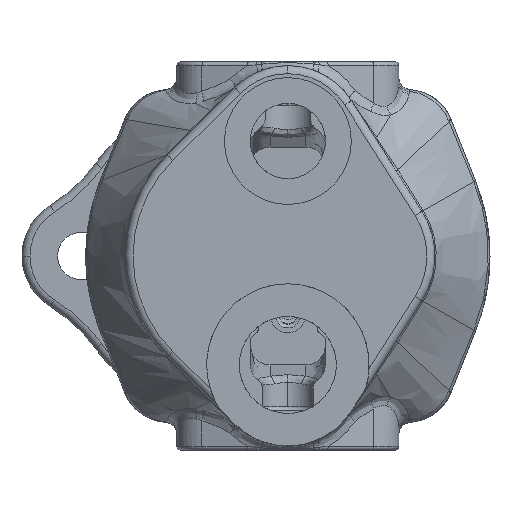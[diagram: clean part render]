
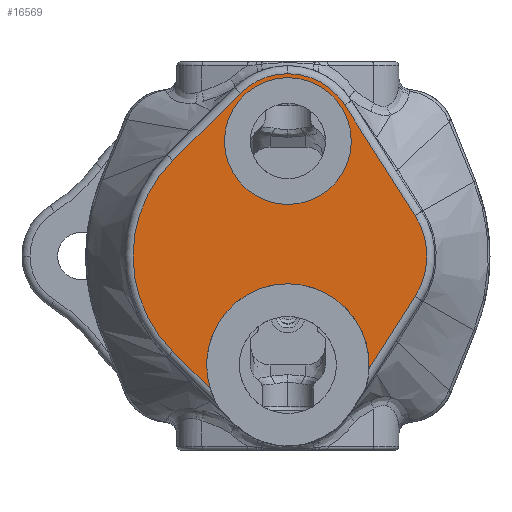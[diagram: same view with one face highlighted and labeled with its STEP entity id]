
A CAD part, left-side view. The second image highlights one B-rep face of the part: STEP entity #16569.
In plain terms, the highlighted planar face has unit normal (-1, 0, 0).
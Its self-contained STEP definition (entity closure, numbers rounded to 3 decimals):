
#4783 = EDGE_CURVE ( 'NONE', #4958, #4960, #53688, .T. ) ;
#4808 = EDGE_CURVE ( 'NONE', #4858, #4862, #53610, .T. ) ;
#4858 = VERTEX_POINT ( 'NONE', #53817 ) ;
#4862 = VERTEX_POINT ( 'NONE', #53816 ) ;
#4958 = VERTEX_POINT ( 'NONE', #53829 ) ;
#4960 = VERTEX_POINT ( 'NONE', #53828 ) ;
#16563 = VERTEX_POINT ( 'NONE', #35870 ) ;
#16569 = ADVANCED_FACE ( 'NONE', ( #36469, #36820 ), #36384, .T. ) ;
#16570 = EDGE_LOOP ( 'NONE', ( #16572, #16574 ) ) ;
#16572 = ORIENTED_EDGE ( 'NONE', *, *, #16573, .F. ) ;
#16573 = EDGE_CURVE ( 'NONE', #4960, #4958, #36222, .T. ) ;
#16574 = ORIENTED_EDGE ( 'NONE', *, *, #4783, .F. ) ;
#16575 = EDGE_LOOP ( 'NONE', ( #16576, #16579, #16585, #16588, #22086, #21962, #22206, #22270, #22258, #22187 ) ) ;
#16576 = ORIENTED_EDGE ( 'NONE', *, *, #16577, .F. ) ;
#16577 = EDGE_CURVE ( 'NONE', #16578, #4858, #36394, .T. ) ;
#16578 = VERTEX_POINT ( 'NONE', #36639 ) ;
#16579 = ORIENTED_EDGE ( 'NONE', *, *, #16581, .T. ) ;
#16581 = EDGE_CURVE ( 'NONE', #16578, #16583, #36627, .T. ) ;
#16583 = VERTEX_POINT ( 'NONE', #36806 ) ;
#16585 = ORIENTED_EDGE ( 'NONE', *, *, #16586, .T. ) ;
#16586 = EDGE_CURVE ( 'NONE', #16583, #16587, #36796, .T. ) ;
#16587 = VERTEX_POINT ( 'NONE', #36763 ) ;
#16588 = ORIENTED_EDGE ( 'NONE', *, *, #16590, .T. ) ;
#16590 = EDGE_CURVE ( 'NONE', #16587, #69888, #36757, .T. ) ;
#21962 = ORIENTED_EDGE ( 'NONE', *, *, #21963, .T. ) ;
#21963 = EDGE_CURVE ( 'NONE', #69909, #16563, #62356, .T. ) ;
#22086 = ORIENTED_EDGE ( 'NONE', *, *, #69944, .T. ) ;
#22187 = ORIENTED_EDGE ( 'NONE', *, *, #4808, .F. ) ;
#22206 = ORIENTED_EDGE ( 'NONE', *, *, #22252, .T. ) ;
#22252 = EDGE_CURVE ( 'NONE', #16563, #22253, #63181, .T. ) ;
#22253 = VERTEX_POINT ( 'NONE', #63248 ) ;
#22258 = ORIENTED_EDGE ( 'NONE', *, *, #22259, .T. ) ;
#22259 = EDGE_CURVE ( 'NONE', #22272, #4862, #63241, .T. ) ;
#22270 = ORIENTED_EDGE ( 'NONE', *, *, #22271, .T. ) ;
#22271 = EDGE_CURVE ( 'NONE', #22253, #22272, #63282, .T. ) ;
#22272 = VERTEX_POINT ( 'NONE', #63277 ) ;
#35870 = CARTESIAN_POINT ( 'NONE',  ( -62., 11.988, 41.053 ) ) ;
#36214 = DIRECTION ( 'NONE',  ( 0., 0., 1. ) ) ;
#36217 = DIRECTION ( 'NONE',  ( -1., 0., 0. ) ) ;
#36219 = AXIS2_PLACEMENT_3D ( 'NONE', #36291, #36217, #36214 ) ;
#36222 = CIRCLE ( 'NONE', #36219, 16. ) ;
#36291 = CARTESIAN_POINT ( 'NONE',  ( -62., 0., 29. ) ) ;
#36292 = CARTESIAN_POINT ( 'NONE',  ( -62., 0., -27.5 ) ) ;
#36359 = DIRECTION ( 'NONE',  ( 0., 0.537, 0.844 ) ) ;
#36384 = PLANE ( 'NONE',  #36563 ) ;
#36389 = DIRECTION ( 'NONE',  ( -1., 0., 0. ) ) ;
#36392 = AXIS2_PLACEMENT_3D ( 'NONE', #36292, #36389, #36642 ) ;
#36394 = CIRCLE ( 'NONE', #36392, 20.5 ) ;
#36469 = FACE_BOUND ( 'NONE', #16570, .T. ) ;
#36553 = DIRECTION ( 'NONE',  ( 0., 0., 1. ) ) ;
#36557 = DIRECTION ( 'NONE',  ( -1., 0., 0. ) ) ;
#36559 = CARTESIAN_POINT ( 'NONE',  ( -62., 5.05, 0. ) ) ;
#36563 = AXIS2_PLACEMENT_3D ( 'NONE', #36559, #36557, #36553 ) ;
#36621 = VECTOR ( 'NONE', #36809, 1000. ) ;
#36623 = CARTESIAN_POINT ( 'NONE',  ( -62., -32.107, -10.197 ) ) ;
#36627 = LINE ( 'NONE', #36623, #36621 ) ;
#36639 = CARTESIAN_POINT ( 'NONE',  ( -62., -20.476, -28.483 ) ) ;
#36642 = DIRECTION ( 'NONE',  ( 0., 0., 1. ) ) ;
#36754 = VECTOR ( 'NONE', #36359, 1000. ) ;
#36756 = CARTESIAN_POINT ( 'NONE',  ( -62., -14.344, 38.124 ) ) ;
#36757 = LINE ( 'NONE', #36756, #36754 ) ;
#36763 = CARTESIAN_POINT ( 'NONE',  ( -62., -32.107, 10.197 ) ) ;
#36766 = DIRECTION ( 'NONE',  ( 0., 0., 1. ) ) ;
#36768 = DIRECTION ( 'NONE',  ( -1., 0., 0. ) ) ;
#36770 = CARTESIAN_POINT ( 'NONE',  ( -62., -16.075, 0. ) ) ;
#36795 = AXIS2_PLACEMENT_3D ( 'NONE', #36770, #36768, #36766 ) ;
#36796 = CIRCLE ( 'NONE', #36795, 19. ) ;
#36806 = CARTESIAN_POINT ( 'NONE',  ( -62., -32.107, -10.197 ) ) ;
#36809 = DIRECTION ( 'NONE',  ( 0., -0.537, 0.844 ) ) ;
#36820 = FACE_OUTER_BOUND ( 'NONE', #16575, .T. ) ;
#52796 = CARTESIAN_POINT ( 'NONE',  ( -62., -14.344, 38.124 ) ) ;
#52823 = CARTESIAN_POINT ( 'NONE',  ( -62., 0., 46. ) ) ;
#52851 = DIRECTION ( 'NONE',  ( 0., 0., 1. ) ) ;
#52853 = DIRECTION ( 'NONE',  ( -1., 0., 0. ) ) ;
#52855 = CARTESIAN_POINT ( 'NONE',  ( -62., 0., 29. ) ) ;
#52856 = AXIS2_PLACEMENT_3D ( 'NONE', #52855, #52853, #52851 ) ;
#52857 = CIRCLE ( 'NONE', #52856, 17. ) ;
#53607 = CARTESIAN_POINT ( 'NONE',  ( -62., 0., -27.5 ) ) ;
#53608 = AXIS2_PLACEMENT_3D ( 'NONE', #53607, #53650, #53649 ) ;
#53610 = CIRCLE ( 'NONE', #53608, 20.5 ) ;
#53642 = DIRECTION ( 'NONE',  ( 0., 0., 1. ) ) ;
#53643 = DIRECTION ( 'NONE',  ( -1., 0., 0. ) ) ;
#53644 = CARTESIAN_POINT ( 'NONE',  ( -62., 0., 29. ) ) ;
#53649 = DIRECTION ( 'NONE',  ( 0., 0., 1. ) ) ;
#53650 = DIRECTION ( 'NONE',  ( -1., 0., 0. ) ) ;
#53687 = AXIS2_PLACEMENT_3D ( 'NONE', #53644, #53643, #53642 ) ;
#53688 = CIRCLE ( 'NONE', #53687, 16. ) ;
#53816 = CARTESIAN_POINT ( 'NONE',  ( -62., 19.611, -33.472 ) ) ;
#53817 = CARTESIAN_POINT ( 'NONE',  ( -62., 0., -7. ) ) ;
#53828 = CARTESIAN_POINT ( 'NONE',  ( -62., 0., 45. ) ) ;
#53829 = CARTESIAN_POINT ( 'NONE',  ( -62., 0., 13. ) ) ;
#62355 = AXIS2_PLACEMENT_3D ( 'NONE', #62389, #62388, #62387 ) ;
#62356 = CIRCLE ( 'NONE', #62355, 17. ) ;
#62387 = DIRECTION ( 'NONE',  ( 0., 0., 1. ) ) ;
#62388 = DIRECTION ( 'NONE',  ( -1., 0., 0. ) ) ;
#62389 = CARTESIAN_POINT ( 'NONE',  ( -62., 0., 29. ) ) ;
#63178 = DIRECTION ( 'NONE',  ( 0., 0.709, -0.705 ) ) ;
#63179 = VECTOR ( 'NONE', #63178, 1000. ) ;
#63180 = CARTESIAN_POINT ( 'NONE',  ( -62., 29.027, 24.106 ) ) ;
#63181 = LINE ( 'NONE', #63180, #63179 ) ;
#63238 = DIRECTION ( 'NONE',  ( 0., -0.709, -0.705 ) ) ;
#63239 = VECTOR ( 'NONE', #63238, 1000. ) ;
#63240 = CARTESIAN_POINT ( 'NONE',  ( -62., 11.988, -41.053 ) ) ;
#63241 = LINE ( 'NONE', #63240, #63239 ) ;
#63248 = CARTESIAN_POINT ( 'NONE',  ( -62., 29.027, 24.106 ) ) ;
#63277 = CARTESIAN_POINT ( 'NONE',  ( -62., 29.027, -24.106 ) ) ;
#63278 = DIRECTION ( 'NONE',  ( 0., 0., 1. ) ) ;
#63279 = DIRECTION ( 'NONE',  ( -1., 0., 0. ) ) ;
#63280 = CARTESIAN_POINT ( 'NONE',  ( -62., 5.05, 0. ) ) ;
#63281 = AXIS2_PLACEMENT_3D ( 'NONE', #63280, #63279, #63278 ) ;
#63282 = CIRCLE ( 'NONE', #63281, 34. ) ;
#69888 = VERTEX_POINT ( 'NONE', #52796 ) ;
#69909 = VERTEX_POINT ( 'NONE', #52823 ) ;
#69944 = EDGE_CURVE ( 'NONE', #69888, #69909, #52857, .T. ) ;
